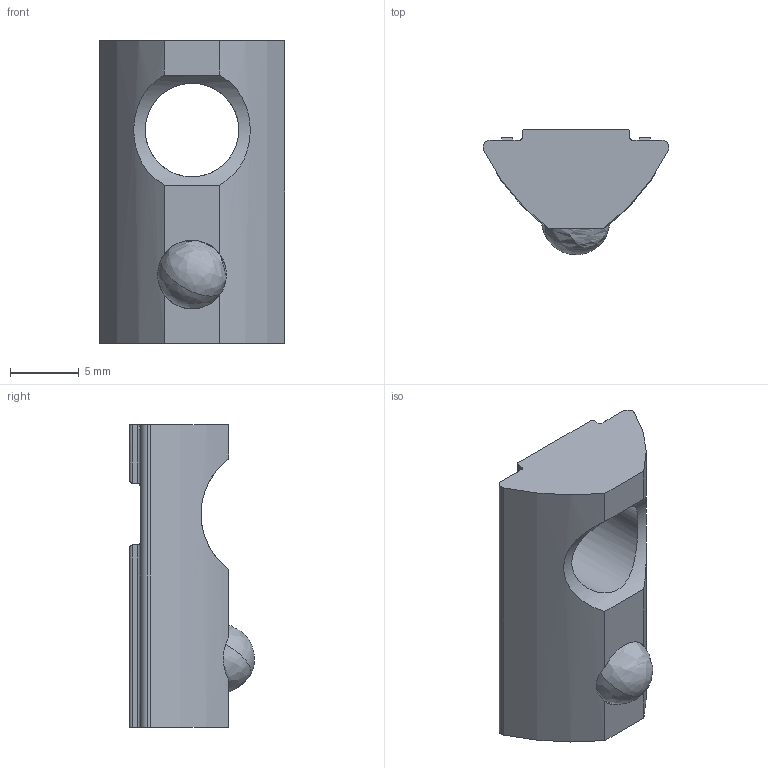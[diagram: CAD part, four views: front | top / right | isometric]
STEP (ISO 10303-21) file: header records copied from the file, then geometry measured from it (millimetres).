
FILE_DESCRIPTION (( 'STEP AP214' ), '1' );
FILE_NAME ('096028s01.STEP', '2014-08-27T10:57:00', ( '' ), ( '' ), 'SwSTEP 2.0', 'SolidWorks 2014', '' );
FILE_SCHEMA (( 'AUTOMOTIVE_DESIGN' ));
Length unit declared in the file: millimetre
Products named in the file (1): 096028s01
Bounding box: 13.5 x 9.09 x 22 mm (x, y, z)
Volume: 1197.6 mm3; surface area: 1183.9 mm2
Topology: 3 solids, 3 shells, 55 faces, 147 edges, 92 vertices
Faces by surface type: plane 23, cylinder 20, bspline 10, cone 2
Entity records: 3242 total; most frequent: CARTESIAN_POINT 1283, ORIENTED_EDGE 286, DIRECTION 251, EDGE_CURVE 143, VERTEX_POINT 92, AXIS2_PLACEMENT_3D 90, VECTOR 71, LINE 71
